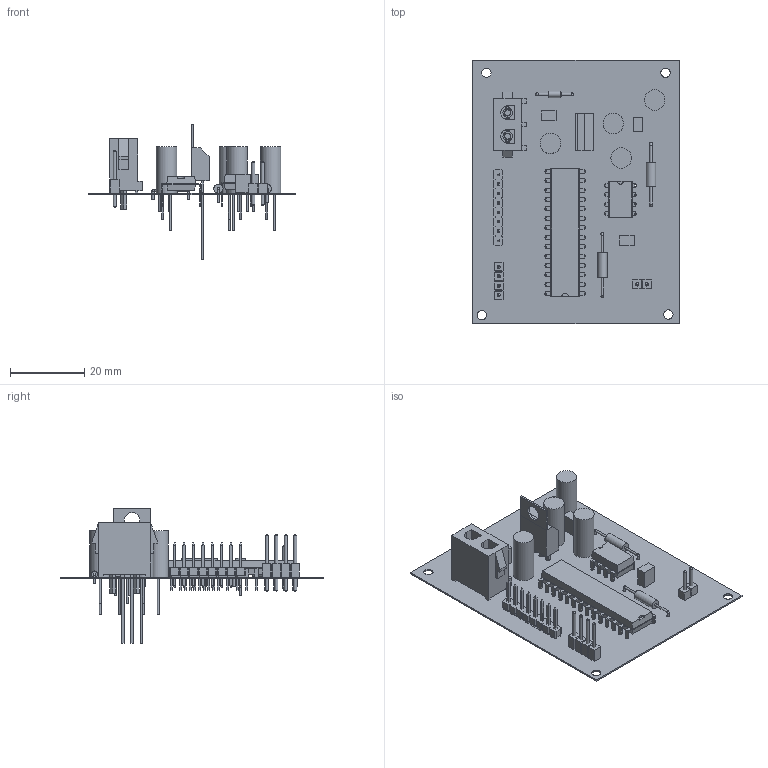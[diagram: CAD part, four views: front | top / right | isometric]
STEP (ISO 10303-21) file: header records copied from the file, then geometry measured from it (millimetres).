
FILE_DESCRIPTION(('Open CASCADE Model'),'2;1');
FILE_NAME('Open CASCADE Shape Model','2021-06-09T09:22:28',('Author'),( 'Open CASCADE'),'Open CASCADE STEP processor 6.8','Open CASCADE 6.8' ,'Unknown');
FILE_SCHEMA(('AUTOMOTIVE_DESIGN { 1 0 10303 214 1 1 1 1 }'));
Length unit declared in the file: millimetre
Products named in the file (74): PCB; Board; Open CASCADE STEP translator 6.8 1.1.1; SWITCH; 5795082176; Open CASCADE STEP translator 6.8 1.2.1.1; Open CASCADE STEP translator 6.8 1.2.1.2; Speaker; 5795086096; Body; LeadsArray; RTC; 5795082976; 5795082576; SimpleBody; Sweep1; Sweep2; R1_amp; 5795081696; IC; 5795077776; PinsArrayLR; IC_P; 5795084816; Tab; PinsArray; DC_IN; 5795082736; D_P; 5795081936; C4_P; 5795085216; Leads; C3_P; 5795081216; Pin1; Pin2; C3_A; 5795080256; C2_P ...
Assembly tree (76 placements, depth 4):
  PCB
    Board
      Open CASCADE STEP translator 6.8 1.1.1
    SWITCH
      5795082176
        Open CASCADE STEP translator 6.8 1.2.1.1
        Open CASCADE STEP translator 6.8 1.2.1.2
    Speaker
      5795086096
        Body
        LeadsArray
    RTC
      5795082976
        Body
        LeadsArray
    (unnamed)
      5795082576
        SimpleBody
        Sweep1
        Sweep2
    R1_amp
      5795081696
        SimpleBody
        Sweep1
        Sweep2
    IC
      5795077776
        Body
        PinsArrayLR
    IC_P
      5795084816
        Tab
        Body
        PinsArray
    DC_IN
      5795082736
    D_P
      5795081936
        Body
        Sweep1
        Sweep2
    C4_P
      5795085216
        Body
        Leads  x2
    C3_P
      5795081216
        SimpleBody
        Pin1
        Pin2
    C3_A
      5795080256
        SimpleBody
        Pin1
        Pin2
    C2_P
      5795083696
        Body
        Leads  x2
    C2_A
Bounding box: 55.63 x 70.87 x 36.27 mm (x, y, z)
Volume: 6390.2 mm3; surface area: 14495.3 mm2
Topology: 90 solids, 90 shells, 1344 faces, 3168 edges, 2078 vertices
Faces by surface type: plane 1143, cylinder 182, cone 13, revolution 3, torus 3
Full cylindrical faces by diameter (mm): 0.52 x2, 0.55 x18, 0.59 x4, 0.6 x8, 0.7 x2, 0.733 x36, 0.75 x12, 0.8 x6, 0.87 x4, 0.9 x2, 1.05 x4, 1.1 x10, 1.29 x3, 1.7 x1, 1.86 x2, 2.5 x5, 4.147 x1, 5.5 x4
Entity records: 39602 total; most frequent: CARTESIAN_POINT 6580, DIRECTION 6305, ORIENTED_EDGE 6232, EDGE_CURVE 3116, LINE 2744, VECTOR 2744, VERTEX_POINT 2022, AXIS2_PLACEMENT_3D 1779
